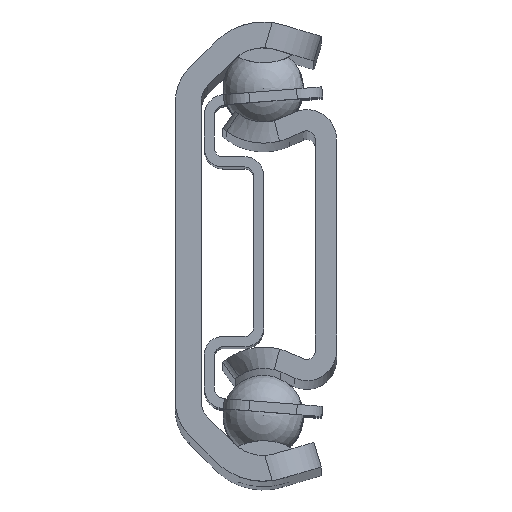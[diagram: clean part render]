
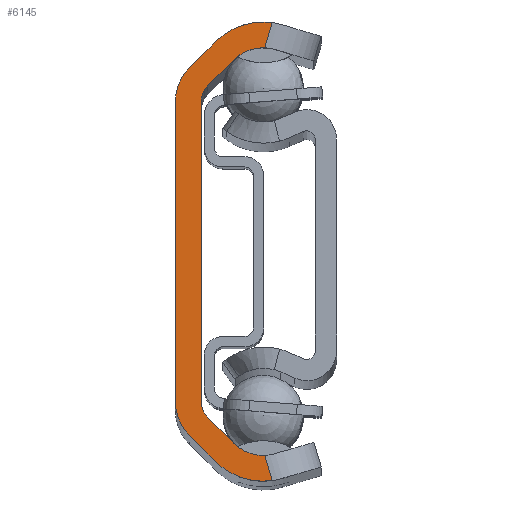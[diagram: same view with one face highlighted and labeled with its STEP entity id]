
A CAD part, top view. The second image highlights one B-rep face of the part: STEP entity #6145.
In plain terms, the highlighted planar face has unit normal (0, 0, 1).
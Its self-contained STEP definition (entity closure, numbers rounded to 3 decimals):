
#204=PLANE('',#6616);
#379=FACE_OUTER_BOUND('',#689,.T.);
#689=EDGE_LOOP('',(#4272,#4273,#4274,#4275,#4276,#4277,#4278,#4279,#4280,
#4281,#4282,#4283,#4284,#4285,#4286,#4287));
#1078=LINE('',#9280,#1684);
#1079=LINE('',#9283,#1685);
#1080=LINE('',#9287,#1686);
#1081=LINE('',#9291,#1687);
#1082=LINE('',#9295,#1688);
#1083=LINE('',#9299,#1689);
#1084=LINE('',#9303,#1690);
#1085=LINE('',#9306,#1691);
#1684=VECTOR('',#7408,10.);
#1685=VECTOR('',#7411,10.);
#1686=VECTOR('',#7414,10.);
#1687=VECTOR('',#7417,10.);
#1688=VECTOR('',#7420,10.);
#1689=VECTOR('',#7423,10.);
#1690=VECTOR('',#7426,10.);
#1691=VECTOR('',#7429,10.);
#2229=CIRCLE('',#6570,4.01);
#2255=CIRCLE('',#6611,2.49);
#2257=CIRCLE('',#6617,1.28);
#2258=CIRCLE('',#6618,1.28);
#2259=CIRCLE('',#6619,2.49);
#2260=CIRCLE('',#6620,4.01);
#2261=CIRCLE('',#6621,2.8);
#2262=CIRCLE('',#6622,2.8);
#2543=VERTEX_POINT('',#9097);
#2544=VERTEX_POINT('',#9102);
#2600=VERTEX_POINT('',#9251);
#2601=VERTEX_POINT('',#9253);
#2604=VERTEX_POINT('',#9282);
#2605=VERTEX_POINT('',#9284);
#2606=VERTEX_POINT('',#9286);
#2607=VERTEX_POINT('',#9288);
#2608=VERTEX_POINT('',#9290);
#2609=VERTEX_POINT('',#9292);
#2610=VERTEX_POINT('',#9294);
#2611=VERTEX_POINT('',#9296);
#2612=VERTEX_POINT('',#9298);
#2613=VERTEX_POINT('',#9300);
#2614=VERTEX_POINT('',#9302);
#2615=VERTEX_POINT('',#9304);
#3186=EDGE_CURVE('',#2543,#2544,#2229,.T.);
#3257=EDGE_CURVE('',#2600,#2601,#2255,.T.);
#3265=EDGE_CURVE('',#2601,#2543,#1078,.T.);
#3266=EDGE_CURVE('',#2604,#2600,#1079,.T.);
#3267=EDGE_CURVE('',#2605,#2604,#2257,.T.);
#3268=EDGE_CURVE('',#2606,#2605,#1080,.T.);
#3269=EDGE_CURVE('',#2607,#2606,#2258,.T.);
#3270=EDGE_CURVE('',#2608,#2607,#1081,.T.);
#3271=EDGE_CURVE('',#2609,#2608,#2259,.T.);
#3272=EDGE_CURVE('',#2610,#2609,#1082,.T.);
#3273=EDGE_CURVE('',#2611,#2610,#2260,.T.);
#3274=EDGE_CURVE('',#2612,#2611,#1083,.T.);
#3275=EDGE_CURVE('',#2613,#2612,#2261,.T.);
#3276=EDGE_CURVE('',#2614,#2613,#1084,.T.);
#3277=EDGE_CURVE('',#2615,#2614,#2262,.T.);
#3278=EDGE_CURVE('',#2544,#2615,#1085,.T.);
#4272=ORIENTED_EDGE('',*,*,#3265,.F.);
#4273=ORIENTED_EDGE('',*,*,#3257,.F.);
#4274=ORIENTED_EDGE('',*,*,#3266,.F.);
#4275=ORIENTED_EDGE('',*,*,#3267,.F.);
#4276=ORIENTED_EDGE('',*,*,#3268,.F.);
#4277=ORIENTED_EDGE('',*,*,#3269,.F.);
#4278=ORIENTED_EDGE('',*,*,#3270,.F.);
#4279=ORIENTED_EDGE('',*,*,#3271,.F.);
#4280=ORIENTED_EDGE('',*,*,#3272,.F.);
#4281=ORIENTED_EDGE('',*,*,#3273,.F.);
#4282=ORIENTED_EDGE('',*,*,#3274,.F.);
#4283=ORIENTED_EDGE('',*,*,#3275,.F.);
#4284=ORIENTED_EDGE('',*,*,#3276,.F.);
#4285=ORIENTED_EDGE('',*,*,#3277,.F.);
#4286=ORIENTED_EDGE('',*,*,#3278,.F.);
#4287=ORIENTED_EDGE('',*,*,#3186,.F.);
#6145=ADVANCED_FACE('',(#379),#204,.T.);
#6570=AXIS2_PLACEMENT_3D('',#9103,#7270,#7271);
#6611=AXIS2_PLACEMENT_3D('',#9254,#7395,#7396);
#6616=AXIS2_PLACEMENT_3D('',#9281,#7409,#7410);
#6617=AXIS2_PLACEMENT_3D('',#9285,#7412,#7413);
#6618=AXIS2_PLACEMENT_3D('',#9289,#7415,#7416);
#6619=AXIS2_PLACEMENT_3D('',#9293,#7418,#7419);
#6620=AXIS2_PLACEMENT_3D('',#9297,#7421,#7422);
#6621=AXIS2_PLACEMENT_3D('',#9301,#7424,#7425);
#6622=AXIS2_PLACEMENT_3D('',#9305,#7427,#7428);
#7270=DIRECTION('center_axis',(0.,0.,-1.));
#7271=DIRECTION('ref_axis',(-0.707,-0.707,0.));
#7395=DIRECTION('center_axis',(0.,0.,1.));
#7396=DIRECTION('ref_axis',(0.707,0.707,0.));
#7408=DIRECTION('',(0.285,-0.959,0.));
#7409=DIRECTION('center_axis',(0.,0.,1.));
#7410=DIRECTION('ref_axis',(1.,0.,0.));
#7411=DIRECTION('',(0.707,-0.707,0.));
#7412=DIRECTION('center_axis',(0.,0.,1.));
#7413=DIRECTION('ref_axis',(1.,0.,0.));
#7414=DIRECTION('',(0.,-1.,0.));
#7415=DIRECTION('center_axis',(0.,0.,1.));
#7416=DIRECTION('ref_axis',(0.707,-0.707,0.));
#7417=DIRECTION('',(-0.707,-0.707,0.));
#7418=DIRECTION('center_axis',(0.,0.,1.));
#7419=DIRECTION('ref_axis',(-0.285,-0.959,0.));
#7420=DIRECTION('',(-0.285,-0.959,0.));
#7421=DIRECTION('center_axis',(0.,0.,-1.));
#7422=DIRECTION('ref_axis',(0.285,0.959,0.));
#7423=DIRECTION('',(0.707,0.707,0.));
#7424=DIRECTION('center_axis',(0.,0.,-1.));
#7425=DIRECTION('ref_axis',(-0.707,0.707,0.));
#7426=DIRECTION('',(0.,1.,0.));
#7427=DIRECTION('center_axis',(0.,0.,-1.));
#7428=DIRECTION('ref_axis',(-1.,0.,0.));
#7429=DIRECTION('',(-0.707,0.707,0.));
#9097=CARTESIAN_POINT('',(0.53,-13.51,150.));
#9102=CARTESIAN_POINT('',(-2.835,-12.37,150.));
#9103=CARTESIAN_POINT('Origin',(0.,-9.535,150.));
#9251=CARTESIAN_POINT('',(-1.761,-11.296,150.));
#9253=CARTESIAN_POINT('',(0.089,-12.023,150.));
#9254=CARTESIAN_POINT('Origin',(0.,-9.535,150.));
#9280=CARTESIAN_POINT('',(-1.647,-6.182,150.));
#9281=CARTESIAN_POINT('Origin',(-2.512,0.,
150.));
#9282=CARTESIAN_POINT('',(-3.285,-9.771,150.));
#9283=CARTESIAN_POINT('',(-1.761,-11.296,150.));
#9284=CARTESIAN_POINT('',(-3.66,-8.866,150.));
#9285=CARTESIAN_POINT('Origin',(-2.38,-8.866,150.));
#9286=CARTESIAN_POINT('',(-3.66,8.866,150.));
#9287=CARTESIAN_POINT('',(-3.66,-8.866,150.));
#9288=CARTESIAN_POINT('',(-3.285,9.771,150.));
#9289=CARTESIAN_POINT('Origin',(-2.38,8.866,150.));
#9290=CARTESIAN_POINT('',(-1.761,11.296,150.));
#9291=CARTESIAN_POINT('',(-3.285,9.771,150.));
#9292=CARTESIAN_POINT('',(0.089,12.023,150.));
#9293=CARTESIAN_POINT('Origin',(0.,9.535,150.));
#9294=CARTESIAN_POINT('',(0.53,13.51,150.));
#9295=CARTESIAN_POINT('',(-1.43,6.911,150.));
#9296=CARTESIAN_POINT('',(-2.835,12.37,150.));
#9297=CARTESIAN_POINT('Origin',(0.,9.535,150.));
#9298=CARTESIAN_POINT('',(-4.36,10.846,150.));
#9299=CARTESIAN_POINT('',(-2.835,12.37,150.));
#9300=CARTESIAN_POINT('',(-5.18,8.866,150.));
#9301=CARTESIAN_POINT('Origin',(-2.38,8.866,150.));
#9302=CARTESIAN_POINT('',(-5.18,-8.866,150.));
#9303=CARTESIAN_POINT('',(-5.18,8.866,150.));
#9304=CARTESIAN_POINT('',(-4.36,-10.846,150.));
#9305=CARTESIAN_POINT('Origin',(-2.38,-8.866,150.));
#9306=CARTESIAN_POINT('',(-4.36,-10.846,150.));
